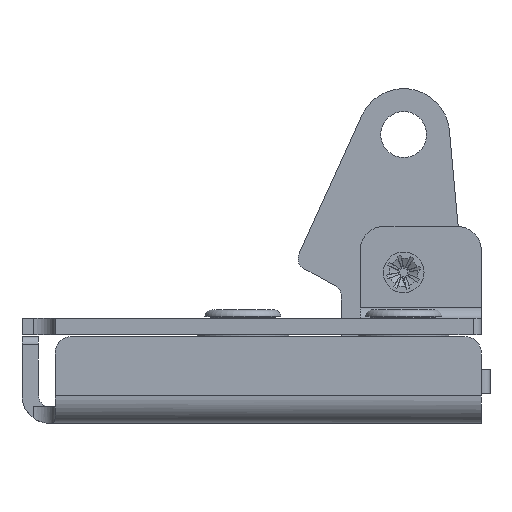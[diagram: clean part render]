
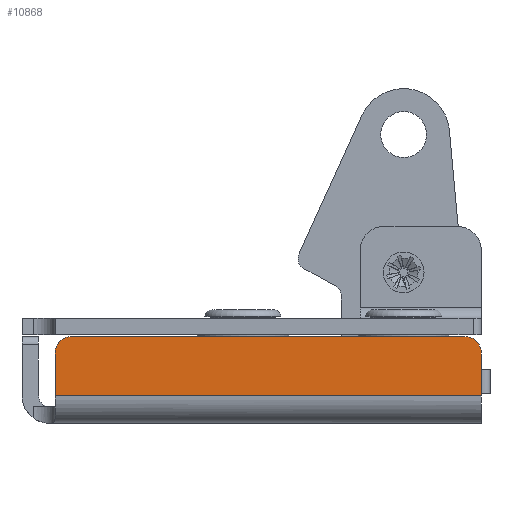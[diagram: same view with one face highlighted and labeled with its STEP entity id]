
A CAD part, front view. The second image highlights one B-rep face of the part: STEP entity #10868.
In plain terms, the highlighted planar face has unit normal (0, -1, 0).
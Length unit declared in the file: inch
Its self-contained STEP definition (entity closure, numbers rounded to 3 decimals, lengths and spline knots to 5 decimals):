
#9909=CARTESIAN_POINT('',(-0.932,-0.6074,0.4722));
#9910=VERTEX_POINT('',#9909);
#9911=CARTESIAN_POINT('',(-1.022,-0.6074,0.3822));
#9912=VERTEX_POINT('',#9911);
#9913=CARTESIAN_POINT('',(-0.932,-0.6074,0.3822));
#9914=DIRECTION('',(0.0,-1.0,0.0));
#9915=DIRECTION('',(-0.707,0.0,0.707));
#9916=AXIS2_PLACEMENT_3D('',#9913,#9914,#9915);
#9917=CIRCLE('',#9916,0.09);
#9918=EDGE_CURVE('',#9910,#9912,#9917,.T.);
#9952=CARTESIAN_POINT('',(1.208,-0.6074,0.4722));
#9953=VERTEX_POINT('',#9952);
#9954=CARTESIAN_POINT('',(-0.932,-0.6074,0.4722));
#9955=DIRECTION('',(1.0,0.0,0.0));
#9956=VECTOR('',#9955,2.14);
#9957=LINE('',#9954,#9956);
#9958=EDGE_CURVE('',#9910,#9953,#9957,.T.);
#10025=CARTESIAN_POINT('',(1.298,-0.6074,0.3822));
#10026=VERTEX_POINT('',#10025);
#10027=CARTESIAN_POINT('',(1.208,-0.6074,0.3822));
#10028=DIRECTION('',(0.0,-1.0,0.0));
#10029=DIRECTION('',(0.707,0.0,0.707));
#10030=AXIS2_PLACEMENT_3D('',#10027,#10028,#10029);
#10031=CIRCLE('',#10030,0.09);
#10032=EDGE_CURVE('',#10026,#9953,#10031,.T.);
#10049=CARTESIAN_POINT('',(1.298,-0.6074,0.149));
#10050=VERTEX_POINT('',#10049);
#10051=CARTESIAN_POINT('',(1.298,-0.6074,0.149));
#10052=DIRECTION('',(0.0,0.0,1.0));
#10053=VECTOR('',#10052,0.2332);
#10054=LINE('',#10051,#10053);
#10055=EDGE_CURVE('',#10050,#10026,#10054,.T.);
#10622=CARTESIAN_POINT('',(-1.022,-0.6074,0.149));
#10623=VERTEX_POINT('',#10622);
#10624=CARTESIAN_POINT('',(-1.022,-0.6074,0.149));
#10625=DIRECTION('',(1.0,0.0,0.0));
#10626=VECTOR('',#10625,2.32);
#10627=LINE('',#10624,#10626);
#10628=EDGE_CURVE('',#10623,#10050,#10627,.T.);
#10685=CARTESIAN_POINT('',(-1.022,-0.6074,0.149));
#10686=DIRECTION('',(0.0,0.0,1.0));
#10687=VECTOR('',#10686,0.2332);
#10688=LINE('',#10685,#10687);
#10689=EDGE_CURVE('',#10623,#9912,#10688,.T.);
#10855=CARTESIAN_POINT('',(-1.022,-0.6074,0.0));
#10856=DIRECTION('',(0.0,1.0,0.0));
#10857=DIRECTION('',(0.0,0.0,1.0));
#10858=AXIS2_PLACEMENT_3D('',#10855,#10856,#10857);
#10859=PLANE('',#10858);
#10860=ORIENTED_EDGE('',*,*,#9918,.T.);
#10861=ORIENTED_EDGE('',*,*,#10689,.F.);
#10862=ORIENTED_EDGE('',*,*,#10628,.T.);
#10863=ORIENTED_EDGE('',*,*,#10055,.T.);
#10864=ORIENTED_EDGE('',*,*,#10032,.T.);
#10865=ORIENTED_EDGE('',*,*,#9958,.F.);
#10866=EDGE_LOOP('',(#10860,#10861,#10862,#10863,#10864,#10865));
#10867=FACE_OUTER_BOUND('',#10866,.T.);
#10868=ADVANCED_FACE('',(#10867),#10859,.F.);
